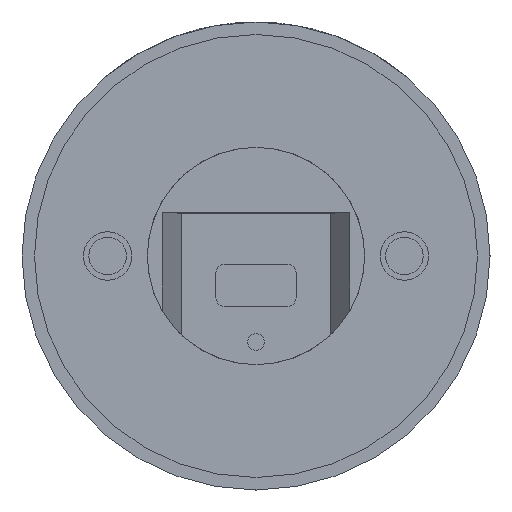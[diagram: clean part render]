
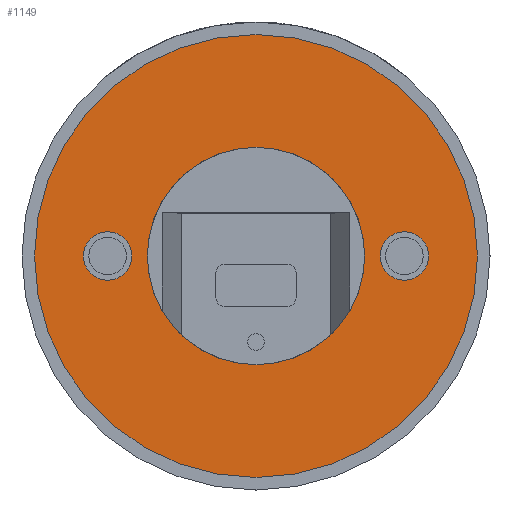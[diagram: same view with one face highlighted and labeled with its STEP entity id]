
A CAD part, front view. The second image highlights one B-rep face of the part: STEP entity #1149.
In plain terms, the highlighted planar face has unit normal (0, -1, 0).
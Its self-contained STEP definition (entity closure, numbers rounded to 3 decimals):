
#12 = VERTEX_POINT ( 'NONE', #1555 ) ;
#25 = AXIS2_PLACEMENT_3D ( 'NONE', #638, #1158, #887 ) ;
#40 = EDGE_LOOP ( 'NONE', ( #358, #1332 ) ) ;
#46 = CARTESIAN_POINT ( 'NONE',  ( 17.75, -1., 0. ) ) ;
#56 = AXIS2_PLACEMENT_3D ( 'NONE', #1619, #760, #1297 ) ;
#72 = CARTESIAN_POINT ( 'NONE',  ( -17.75, -1., 0. ) ) ;
#75 = EDGE_CURVE ( 'NONE', #953, #553, #1262, .T. ) ;
#83 = CARTESIAN_POINT ( 'NONE',  ( 17.75, -1., 2.9 ) ) ;
#85 = ORIENTED_EDGE ( 'NONE', *, *, #1339, .F. ) ;
#97 = DIRECTION ( 'NONE',  ( 0., 0., 1. ) ) ;
#143 = AXIS2_PLACEMENT_3D ( 'NONE', #1497, #554, #155 ) ;
#155 = DIRECTION ( 'NONE',  ( 0., 0., 1. ) ) ;
#199 = ORIENTED_EDGE ( 'NONE', *, *, #1419, .T. ) ;
#214 = CARTESIAN_POINT ( 'NONE',  ( 0., -1., 13. ) ) ;
#256 = CARTESIAN_POINT ( 'NONE',  ( 0., -1., -13. ) ) ;
#294 = VERTEX_POINT ( 'NONE', #1394 ) ;
#295 = CARTESIAN_POINT ( 'NONE',  ( -17.75, -1., -2.9 ) ) ;
#316 = ORIENTED_EDGE ( 'NONE', *, *, #683, .T. ) ;
#332 = DIRECTION ( 'NONE',  ( 0., 0., -1. ) ) ;
#358 = ORIENTED_EDGE ( 'NONE', *, *, #1741, .F. ) ;
#399 = EDGE_CURVE ( 'NONE', #12, #294, #1524, .T. ) ;
#417 = CIRCLE ( 'NONE', #1405, 2.9 ) ;
#420 = CIRCLE ( 'NONE', #1676, 2.9 ) ;
#470 = ORIENTED_EDGE ( 'NONE', *, *, #533, .F. ) ;
#489 = CARTESIAN_POINT ( 'NONE',  ( 17.75, -1., -2.9 ) ) ;
#521 = DIRECTION ( 'NONE',  ( 0., 1., 0. ) ) ;
#533 = EDGE_CURVE ( 'NONE', #1722, #1026, #928, .T. ) ;
#553 = VERTEX_POINT ( 'NONE', #489 ) ;
#554 = DIRECTION ( 'NONE',  ( 0., 1., 0. ) ) ;
#562 = AXIS2_PLACEMENT_3D ( 'NONE', #712, #601, #869 ) ;
#565 = CIRCLE ( 'NONE', #960, 13. ) ;
#574 = CARTESIAN_POINT ( 'NONE',  ( 0., -1., 0. ) ) ;
#601 = DIRECTION ( 'NONE',  ( 0., 1., 0. ) ) ;
#609 = DIRECTION ( 'NONE',  ( 0., -1., 0. ) ) ;
#627 = ORIENTED_EDGE ( 'NONE', *, *, #1114, .F. ) ;
#638 = CARTESIAN_POINT ( 'NONE',  ( -17.75, -1., 0. ) ) ;
#683 = EDGE_CURVE ( 'NONE', #1236, #938, #1757, .T. ) ;
#700 = AXIS2_PLACEMENT_3D ( 'NONE', #1386, #1540, #1551 ) ;
#712 = CARTESIAN_POINT ( 'NONE',  ( 0., -1., 0. ) ) ;
#737 = FACE_OUTER_BOUND ( 'NONE', #40, .T. ) ;
#760 = DIRECTION ( 'NONE',  ( 0., -1., 0. ) ) ;
#769 = EDGE_LOOP ( 'NONE', ( #627, #470 ) ) ;
#838 = EDGE_LOOP ( 'NONE', ( #316, #199 ) ) ;
#845 = DIRECTION ( 'NONE',  ( 0., -1., 0. ) ) ;
#869 = DIRECTION ( 'NONE',  ( 0., 0., 1. ) ) ;
#887 = DIRECTION ( 'NONE',  ( 0., 0., -1. ) ) ;
#894 = CIRCLE ( 'NONE', #1541, 26.5 ) ;
#928 = CIRCLE ( 'NONE', #25, 2.9 ) ;
#938 = VERTEX_POINT ( 'NONE', #214 ) ;
#953 = VERTEX_POINT ( 'NONE', #83 ) ;
#960 = AXIS2_PLACEMENT_3D ( 'NONE', #574, #1369, #1657 ) ;
#1019 = PLANE ( 'NONE',  #562 ) ;
#1026 = VERTEX_POINT ( 'NONE', #295 ) ;
#1114 = EDGE_CURVE ( 'NONE', #1026, #1722, #417, .T. ) ;
#1149 = ADVANCED_FACE ( 'NONE', ( #1416, #1266, #737, #1282 ), #1019, .F. ) ;
#1158 = DIRECTION ( 'NONE',  ( 0., -1., 0. ) ) ;
#1236 = VERTEX_POINT ( 'NONE', #256 ) ;
#1262 = CIRCLE ( 'NONE', #56, 2.9 ) ;
#1266 = FACE_BOUND ( 'NONE', #769, .T. ) ;
#1267 = ORIENTED_EDGE ( 'NONE', *, *, #75, .F. ) ;
#1282 = FACE_BOUND ( 'NONE', #838, .T. ) ;
#1297 = DIRECTION ( 'NONE',  ( 0., 0., -1. ) ) ;
#1300 = CARTESIAN_POINT ( 'NONE',  ( 0., -1., 0. ) ) ;
#1332 = ORIENTED_EDGE ( 'NONE', *, *, #399, .F. ) ;
#1339 = EDGE_CURVE ( 'NONE', #553, #953, #420, .T. ) ;
#1369 = DIRECTION ( 'NONE',  ( 0., 1., 0. ) ) ;
#1386 = CARTESIAN_POINT ( 'NONE',  ( 0., -1., 0. ) ) ;
#1394 = CARTESIAN_POINT ( 'NONE',  ( 0., -1., -26.5 ) ) ;
#1405 = AXIS2_PLACEMENT_3D ( 'NONE', #72, #609, #332 ) ;
#1416 = FACE_BOUND ( 'NONE', #1666, .T. ) ;
#1419 = EDGE_CURVE ( 'NONE', #938, #1236, #565, .T. ) ;
#1492 = DIRECTION ( 'NONE',  ( 0., 0., -1. ) ) ;
#1497 = CARTESIAN_POINT ( 'NONE',  ( 0., -1., 0. ) ) ;
#1524 = CIRCLE ( 'NONE', #700, 26.5 ) ;
#1540 = DIRECTION ( 'NONE',  ( 0., 1., 0. ) ) ;
#1541 = AXIS2_PLACEMENT_3D ( 'NONE', #1300, #521, #97 ) ;
#1551 = DIRECTION ( 'NONE',  ( 0., 0., 1. ) ) ;
#1555 = CARTESIAN_POINT ( 'NONE',  ( 0., -1., 26.5 ) ) ;
#1571 = CARTESIAN_POINT ( 'NONE',  ( -17.75, -1., 2.9 ) ) ;
#1619 = CARTESIAN_POINT ( 'NONE',  ( 17.75, -1., 0. ) ) ;
#1657 = DIRECTION ( 'NONE',  ( 0., 0., 1. ) ) ;
#1666 = EDGE_LOOP ( 'NONE', ( #85, #1267 ) ) ;
#1676 = AXIS2_PLACEMENT_3D ( 'NONE', #46, #845, #1492 ) ;
#1722 = VERTEX_POINT ( 'NONE', #1571 ) ;
#1741 = EDGE_CURVE ( 'NONE', #294, #12, #894, .T. ) ;
#1757 = CIRCLE ( 'NONE', #143, 13. ) ;
